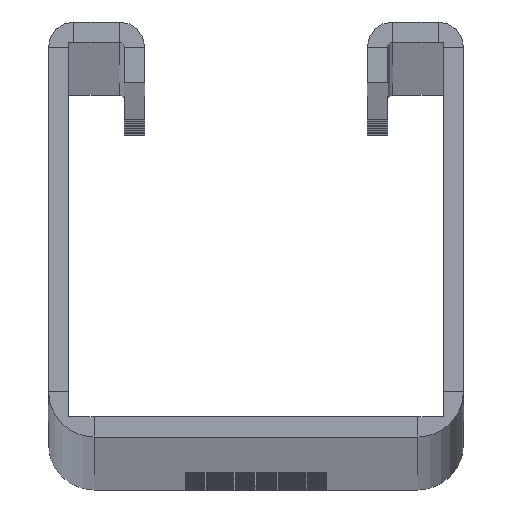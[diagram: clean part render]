
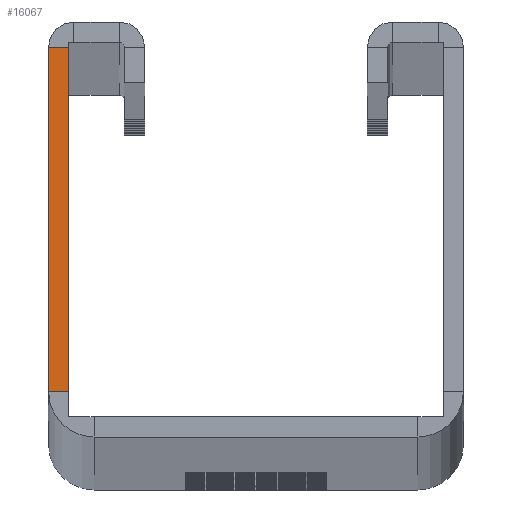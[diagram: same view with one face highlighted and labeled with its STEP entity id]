
A CAD part, top view. The second image highlights one B-rep face of the part: STEP entity #16067.
In plain terms, the highlighted planar face has unit normal (0, 0, 1).
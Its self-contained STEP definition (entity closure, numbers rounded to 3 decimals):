
#380 = VERTEX_POINT ( 'NONE', #26966 ) ;
#1044 = EDGE_CURVE ( 'NONE', #380, #23127, #28992, .T. ) ;
#1343 = DIRECTION ( 'NONE',  ( -1., 0., 0. ) ) ;
#2582 = ORIENTED_EDGE ( 'NONE', *, *, #1044, .T. ) ;
#2999 = PLANE ( 'NONE',  #20507 ) ;
#4491 = LINE ( 'NONE', #5923, #22061 ) ;
#4932 = ORIENTED_EDGE ( 'NONE', *, *, #32208, .T. ) ;
#5493 = DIRECTION ( 'NONE',  ( 1., 0., 0. ) ) ;
#5923 = CARTESIAN_POINT ( 'NONE',  ( -18.5, 4.5, 3000. ) ) ;
#5979 = VECTOR ( 'NONE', #34987, 1000. ) ;
#6232 = CARTESIAN_POINT ( 'NONE',  ( -18.5, 4.5, 3000. ) ) ;
#6243 = ORIENTED_EDGE ( 'NONE', *, *, #7319, .F. ) ;
#7319 = EDGE_CURVE ( 'NONE', #380, #28153, #4491, .T. ) ;
#7667 = CARTESIAN_POINT ( 'NONE',  ( -20.5, 4.5, 3000. ) ) ;
#8553 = VERTEX_POINT ( 'NONE', #33484 ) ;
#9556 = EDGE_CURVE ( 'NONE', #8553, #28153, #16208, .T. ) ;
#12469 = VECTOR ( 'NONE', #5493, 1000. ) ;
#15354 = CARTESIAN_POINT ( 'NONE',  ( -20.5, 4.5, 3000. ) ) ;
#16067 = ADVANCED_FACE ( 'NONE', ( #17011 ), #2999, .T. ) ;
#16208 = LINE ( 'NONE', #7667, #12469 ) ;
#17011 = FACE_OUTER_BOUND ( 'NONE', #31694, .T. ) ;
#19566 = DIRECTION ( 'NONE',  ( 0., -1., 0. ) ) ;
#19823 = VECTOR ( 'NONE', #1343, 1000. ) ;
#20507 = AXIS2_PLACEMENT_3D ( 'NONE', #28292, #30831, #28112 ) ;
#22061 = VECTOR ( 'NONE', #19566, 1000. ) ;
#22569 = ORIENTED_EDGE ( 'NONE', *, *, #9556, .T. ) ;
#23127 = VERTEX_POINT ( 'NONE', #28563 ) ;
#23368 = CARTESIAN_POINT ( 'NONE',  ( -18.5, 38.5, 3000. ) ) ;
#23894 = LINE ( 'NONE', #15354, #5979 ) ;
#26966 = CARTESIAN_POINT ( 'NONE',  ( -18.5, 38.5, 3000. ) ) ;
#28112 = DIRECTION ( 'NONE',  ( 1., 0., 0. ) ) ;
#28153 = VERTEX_POINT ( 'NONE', #6232 ) ;
#28292 = CARTESIAN_POINT ( 'NONE',  ( -16., 2., 3000. ) ) ;
#28563 = CARTESIAN_POINT ( 'NONE',  ( -20.5, 38.5, 3000. ) ) ;
#28992 = LINE ( 'NONE', #23368, #19823 ) ;
#30831 = DIRECTION ( 'NONE',  ( 0., 0., 1. ) ) ;
#31694 = EDGE_LOOP ( 'NONE', ( #4932, #22569, #6243, #2582 ) ) ;
#32208 = EDGE_CURVE ( 'NONE', #23127, #8553, #23894, .T. ) ;
#33484 = CARTESIAN_POINT ( 'NONE',  ( -20.5, 4.5, 3000. ) ) ;
#34987 = DIRECTION ( 'NONE',  ( 0., -1., 0. ) ) ;
